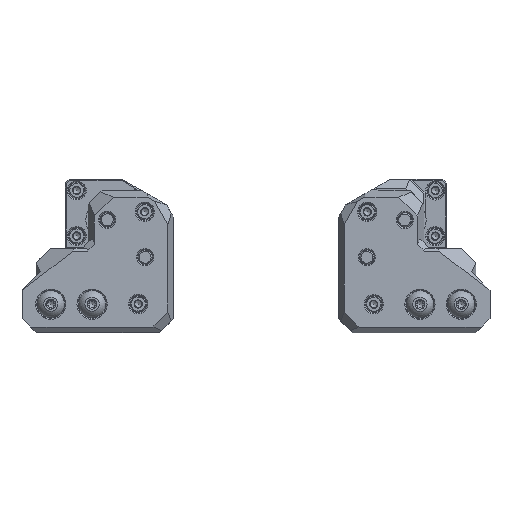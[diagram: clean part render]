
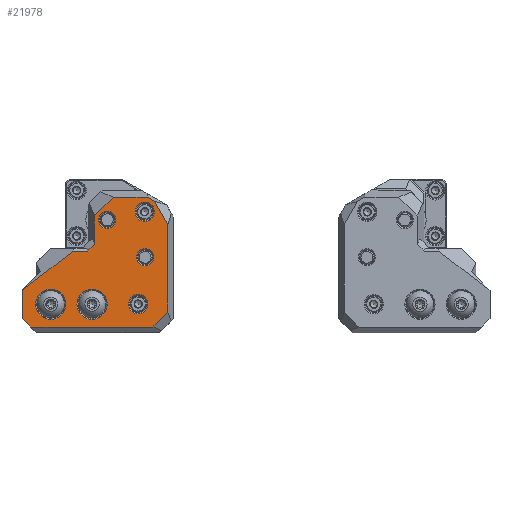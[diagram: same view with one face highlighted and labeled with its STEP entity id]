
A CAD part, top view. The second image highlights one B-rep face of the part: STEP entity #21978.
In plain terms, the highlighted face is planar.
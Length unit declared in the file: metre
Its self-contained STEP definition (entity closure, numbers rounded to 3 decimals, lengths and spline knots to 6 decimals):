
#1765=LINE('',#34925,#3743);
#1766=LINE('',#34928,#3744);
#1773=LINE('',#34942,#3751);
#1840=LINE('',#35138,#3818);
#1845=LINE('',#35148,#3823);
#1855=LINE('',#35168,#3833);
#1858=LINE('',#35174,#3836);
#1873=LINE('',#35207,#3851);
#1874=LINE('',#35209,#3852);
#1890=LINE('',#35238,#3868);
#1891=LINE('',#35248,#3869);
#1892=LINE('',#35250,#3870);
#1893=LINE('',#35251,#3871);
#1894=LINE('',#35253,#3872);
#1895=LINE('',#35255,#3873);
#1896=LINE('',#35256,#3874);
#1897=LINE('',#35258,#3875);
#3743=VECTOR('',#26991,1.);
#3744=VECTOR('',#26992,1.);
#3751=VECTOR('',#26999,1.);
#3818=VECTOR('',#27192,1.);
#3823=VECTOR('',#27199,1.);
#3833=VECTOR('',#27215,1.);
#3836=VECTOR('',#27220,1.);
#3851=VECTOR('',#27247,1.);
#3852=VECTOR('',#27248,1.);
#3868=VECTOR('',#27276,1.);
#3869=VECTOR('',#27287,1.);
#3870=VECTOR('',#27288,1.);
#3871=VECTOR('',#27289,1.);
#3872=VECTOR('',#27290,1.);
#3873=VECTOR('',#27291,1.);
#3874=VECTOR('',#27292,1.);
#3875=VECTOR('',#27293,1.);
#7374=ORIENTED_EDGE('',*,*,#12606,.T.);
#7375=ORIENTED_EDGE('',*,*,#12607,.T.);
#7376=ORIENTED_EDGE('',*,*,#12608,.T.);
#7377=ORIENTED_EDGE('',*,*,#12609,.T.);
#7378=ORIENTED_EDGE('',*,*,#12610,.T.);
#7379=ORIENTED_EDGE('',*,*,#12611,.T.);
#7380=ORIENTED_EDGE('',*,*,#12589,.F.);
#7381=ORIENTED_EDGE('',*,*,#12588,.F.);
#7382=ORIENTED_EDGE('',*,*,#12612,.F.);
#7383=ORIENTED_EDGE('',*,*,#12613,.F.);
#7384=ORIENTED_EDGE('',*,*,#12614,.F.);
#7385=ORIENTED_EDGE('',*,*,#12451,.F.);
#7386=ORIENTED_EDGE('',*,*,#12450,.T.);
#7387=ORIENTED_EDGE('',*,*,#12458,.T.);
#7388=ORIENTED_EDGE('',*,*,#12569,.T.);
#7389=ORIENTED_EDGE('',*,*,#12572,.T.);
#7390=ORIENTED_EDGE('',*,*,#12605,.T.);
#7391=ORIENTED_EDGE('',*,*,#12615,.T.);
#7392=ORIENTED_EDGE('',*,*,#12616,.T.);
#7393=ORIENTED_EDGE('',*,*,#12559,.F.);
#7394=ORIENTED_EDGE('',*,*,#12554,.T.);
#7395=ORIENTED_EDGE('',*,*,#12551,.T.);
#7396=ORIENTED_EDGE('',*,*,#12544,.T.);
#12450=EDGE_CURVE('',#15275,#15276,#1765,.T.);
#12451=EDGE_CURVE('',#15275,#15277,#1766,.F.);
#12458=EDGE_CURVE('',#15276,#15283,#1773,.F.);
#12544=EDGE_CURVE('',#15338,#15338,#16948,.F.);
#12551=EDGE_CURVE('',#15342,#15342,#16951,.F.);
#12554=EDGE_CURVE('',#15346,#15345,#1840,.F.);
#12559=EDGE_CURVE('',#15346,#15350,#1845,.T.);
#12569=EDGE_CURVE('',#15283,#15357,#1855,.T.);
#12572=EDGE_CURVE('',#15357,#15359,#1858,.F.);
#12588=EDGE_CURVE('',#15369,#15371,#1873,.T.);
#12589=EDGE_CURVE('',#15371,#15372,#1874,.T.);
#12605=EDGE_CURVE('',#15359,#15378,#1890,.T.);
#12606=EDGE_CURVE('',#15379,#15379,#16953,.F.);
#12607=EDGE_CURVE('',#15380,#15380,#16954,.F.);
#12608=EDGE_CURVE('',#15381,#15381,#16955,.F.);
#12609=EDGE_CURVE('',#15382,#15382,#16956,.F.);
#12610=EDGE_CURVE('',#15345,#15383,#1891,.T.);
#12611=EDGE_CURVE('',#15383,#15372,#1892,.T.);
#12612=EDGE_CURVE('',#15384,#15369,#1893,.T.);
#12613=EDGE_CURVE('',#15385,#15384,#1894,.T.);
#12614=EDGE_CURVE('',#15277,#15385,#1895,.F.);
#12615=EDGE_CURVE('',#15378,#15386,#1896,.T.);
#12616=EDGE_CURVE('',#15386,#15350,#1897,.F.);
#15275=VERTEX_POINT('',#34926);
#15276=VERTEX_POINT('',#34927);
#15277=VERTEX_POINT('',#34929);
#15283=VERTEX_POINT('',#34941);
#15338=VERTEX_POINT('',#35118);
#15342=VERTEX_POINT('',#35131);
#15345=VERTEX_POINT('',#35137);
#15346=VERTEX_POINT('',#35139);
#15350=VERTEX_POINT('',#35149);
#15357=VERTEX_POINT('',#35169);
#15359=VERTEX_POINT('',#35175);
#15369=VERTEX_POINT('',#35205);
#15371=VERTEX_POINT('',#35208);
#15372=VERTEX_POINT('',#35210);
#15378=VERTEX_POINT('',#35237);
#15379=VERTEX_POINT('',#35241);
#15380=VERTEX_POINT('',#35243);
#15381=VERTEX_POINT('',#35245);
#15382=VERTEX_POINT('',#35247);
#15383=VERTEX_POINT('',#35249);
#15384=VERTEX_POINT('',#35252);
#15385=VERTEX_POINT('',#35254);
#15386=VERTEX_POINT('',#35257);
#16948=CIRCLE('',#23705,0.0034);
#16951=CIRCLE('',#23710,0.0034);
#16953=CIRCLE('',#23730,0.003);
#16954=CIRCLE('',#23731,0.003);
#16955=CIRCLE('',#23732,0.0053);
#16956=CIRCLE('',#23733,0.0053);
#18035=EDGE_LOOP('',(#7374));
#18036=EDGE_LOOP('',(#7375));
#18037=EDGE_LOOP('',(#7376));
#18038=EDGE_LOOP('',(#7377));
#18039=EDGE_LOOP('',(#7378,#7379,#7380,#7381,#7382,#7383,#7384,#7385,#7386,
#7387,#7388,#7389,#7390,#7391,#7392,#7393,#7394));
#18040=EDGE_LOOP('',(#7395));
#18041=EDGE_LOOP('',(#7396));
#19692=FACE_BOUND('',#18035,.T.);
#19693=FACE_BOUND('',#18036,.T.);
#19694=FACE_BOUND('',#18037,.T.);
#19695=FACE_BOUND('',#18038,.T.);
#19696=FACE_BOUND('',#18039,.T.);
#19697=FACE_BOUND('',#18040,.T.);
#19698=FACE_BOUND('',#18041,.T.);
#20983=PLANE('',#23729);
#21978=ADVANCED_FACE('',(#19692,#19693,#19694,#19695,#19696,#19697,#19698),
#20983,.T.);
#23705=AXIS2_PLACEMENT_3D('',#35117,#27172,#27173);
#23710=AXIS2_PLACEMENT_3D('',#35130,#27186,#27187);
#23729=AXIS2_PLACEMENT_3D('',#35239,#27277,#27278);
#23730=AXIS2_PLACEMENT_3D('',#35240,#27279,#27280);
#23731=AXIS2_PLACEMENT_3D('',#35242,#27281,#27282);
#23732=AXIS2_PLACEMENT_3D('',#35244,#27283,#27284);
#23733=AXIS2_PLACEMENT_3D('',#35246,#27285,#27286);
#26991=DIRECTION('',(1.,0.,0.));
#26992=DIRECTION('',(1.,0.,0.));
#26999=DIRECTION('',(-1.,0.,0.));
#27172=DIRECTION('',(0.,0.,-1.));
#27173=DIRECTION('',(-1.,0.,0.));
#27186=DIRECTION('',(0.,0.,-1.));
#27187=DIRECTION('',(-1.,0.,0.));
#27192=DIRECTION('',(0.,-1.,0.));
#27199=DIRECTION('',(0.707,-0.707,0.));
#27215=DIRECTION('',(0.707,-0.707,0.));
#27220=DIRECTION('',(0.,1.,0.));
#27247=DIRECTION('',(0.796,-0.606,0.));
#27248=DIRECTION('',(0.796,-0.606,0.));
#27276=DIRECTION('',(-0.5,-0.866,0.));
#27277=DIRECTION('',(0.,0.,-1.));
#27278=DIRECTION('',(-1.,0.,0.));
#27279=DIRECTION('',(0.,0.,-1.));
#27280=DIRECTION('',(-1.,0.,0.));
#27281=DIRECTION('',(0.,0.,-1.));
#27282=DIRECTION('',(-1.,0.,0.));
#27283=DIRECTION('',(0.,0.,-1.));
#27284=DIRECTION('',(-1.,0.,0.));
#27285=DIRECTION('',(0.,0.,-1.));
#27286=DIRECTION('',(-1.,0.,0.));
#27287=DIRECTION('',(-0.707,0.707,0.));
#27288=DIRECTION('',(-1.,0.,0.));
#27289=DIRECTION('',(0.,-1.,0.));
#27290=DIRECTION('',(0.,-1.,0.));
#27291=DIRECTION('',(0.707,0.707,0.));
#27292=DIRECTION('',(-0.866,-0.5,0.));
#27293=DIRECTION('',(1.,0.,0.));
#34925=CARTESIAN_POINT('',(-0.072558,0.293,0.0336));
#34926=CARTESIAN_POINT('',(-0.067857,0.293,0.0336));
#34927=CARTESIAN_POINT('',(-0.065535,0.293,0.0336));
#34928=CARTESIAN_POINT('',(-0.0469,0.293,0.0336));
#34929=CARTESIAN_POINT('',(-0.0721,0.293,0.0336));
#34941=CARTESIAN_POINT('',(-0.029143,0.293,0.0336));
#34942=CARTESIAN_POINT('',(-0.072558,0.293,0.0336));
#35117=CARTESIAN_POINT('',(-0.032006,0.252526,0.0336));
#35118=CARTESIAN_POINT('',(-0.035406,0.252526,0.0336));
#35130=CARTESIAN_POINT('',(-0.0343,0.284935,0.0336));
#35131=CARTESIAN_POINT('',(-0.0377,0.284935,0.0336));
#35137=CARTESIAN_POINT('',(-0.049662,0.263959,0.0336));
#35138=CARTESIAN_POINT('',(-0.049662,0.2675,0.0336));
#35139=CARTESIAN_POINT('',(-0.049662,0.254005,0.0336));
#35148=CARTESIAN_POINT('',(-0.067858,0.2722,0.0336));
#35149=CARTESIAN_POINT('',(-0.043043,0.247385,0.0336));
#35168=CARTESIAN_POINT('',(-0.0381,0.301958,0.0336));
#35169=CARTESIAN_POINT('',(-0.0239,0.287757,0.0336));
#35174=CARTESIAN_POINT('',(-0.0239,0.2675,0.0336));
#35175=CARTESIAN_POINT('',(-0.0239,0.25697,0.0336));
#35205=CARTESIAN_POINT('',(-0.0751,0.280087,0.0336));
#35207=CARTESIAN_POINT('',(-0.067424,0.274241,0.0336));
#35208=CARTESIAN_POINT('',(-0.0721,0.277802,0.0336));
#35209=CARTESIAN_POINT('',(-0.067424,0.274241,0.0336));
#35210=CARTESIAN_POINT('',(-0.057049,0.26634,0.0336));
#35237=CARTESIAN_POINT('',(-0.028596,0.248836,0.0336));
#35238=CARTESIAN_POINT('',(-0.031505,0.243798,0.0336));
#35239=CARTESIAN_POINT('',(-0.072558,0.2675,0.0336));
#35240=CARTESIAN_POINT('',(-0.045193,0.25538,0.0336));
#35241=CARTESIAN_POINT('',(-0.048193,0.25538,0.0336));
#35242=CARTESIAN_POINT('',(-0.0319,0.2685,0.0336));
#35243=CARTESIAN_POINT('',(-0.0349,0.2685,0.0336));
#35244=CARTESIAN_POINT('',(-0.0505,0.285,0.0336));
#35245=CARTESIAN_POINT('',(-0.0558,0.285,0.0336));
#35246=CARTESIAN_POINT('',(-0.065,0.285,0.0336));
#35247=CARTESIAN_POINT('',(-0.0703,0.285,0.0336));
#35248=CARTESIAN_POINT('',(-0.052458,0.266754,0.0336));
#35249=CARTESIAN_POINT('',(-0.052044,0.26634,0.0336));
#35250=CARTESIAN_POINT('',(-0.072558,0.26634,0.0336));
#35251=CARTESIAN_POINT('',(-0.0751,0.285,0.0336));
#35252=CARTESIAN_POINT('',(-0.0751,0.285757,0.0336));
#35253=CARTESIAN_POINT('',(-0.0751,0.285,0.0336));
#35254=CARTESIAN_POINT('',(-0.0751,0.29,0.0336));
#35255=CARTESIAN_POINT('',(-0.0751,0.29,0.0336));
#35256=CARTESIAN_POINT('',(-0.053486,0.234466,0.0336));
#35257=CARTESIAN_POINT('',(-0.031109,0.247385,0.0336));
#35258=CARTESIAN_POINT('',(-0.072558,0.247385,0.0336));
